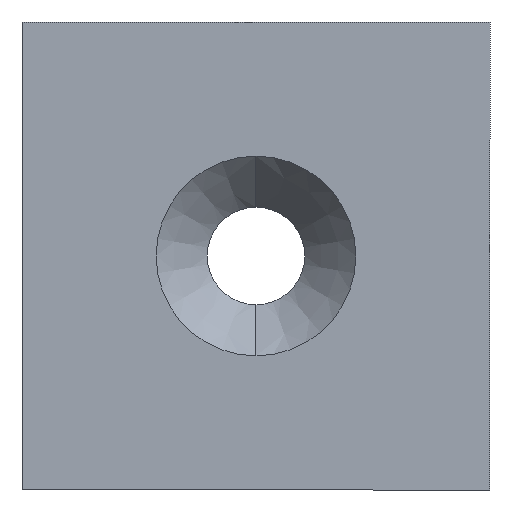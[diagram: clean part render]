
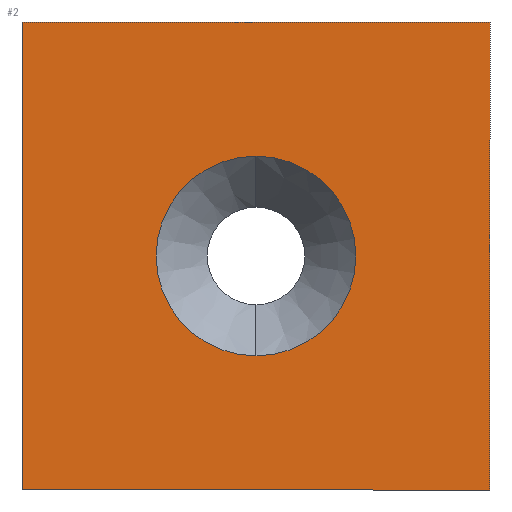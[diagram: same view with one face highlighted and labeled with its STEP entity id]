
A CAD part, front view. The second image highlights one B-rep face of the part: STEP entity #2.
In plain terms, the highlighted planar face has unit normal (0, -1, 0).
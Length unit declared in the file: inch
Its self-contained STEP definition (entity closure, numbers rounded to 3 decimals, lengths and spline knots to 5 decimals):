
#2 = ADVANCED_FACE ( 'NONE', ( #62, #57 ), #114, .F. ) ;
#6 = EDGE_CURVE ( 'NONE', #74, #75, #264, .T. ) ;
#8 = EDGE_CURVE ( 'NONE', #316, #314, #40, .T. ) ;
#22 = EDGE_CURVE ( 'NONE', #314, #316, #47, .T. ) ;
#25 = EDGE_CURVE ( 'NONE', #65, #76, #239, .T. ) ;
#29 = EDGE_CURVE ( 'NONE', #76, #74, #129, .T. ) ;
#31 = EDGE_CURVE ( 'NONE', #75, #65, #135, .T. ) ;
#40 = CIRCLE ( 'NONE', #163, 0.16 ) ;
#47 = CIRCLE ( 'NONE', #178, 0.16 ) ;
#55 = AXIS2_PLACEMENT_3D ( 'NONE', #115, #116, #117 ) ;
#57 = FACE_OUTER_BOUND ( 'NONE', #87, .T. ) ;
#62 = FACE_BOUND ( 'NONE', #86, .T. ) ;
#65 = VERTEX_POINT ( 'NONE', #160 ) ;
#74 = VERTEX_POINT ( 'NONE', #364 ) ;
#75 = VERTEX_POINT ( 'NONE', #365 ) ;
#76 = VERTEX_POINT ( 'NONE', #366 ) ;
#86 = EDGE_LOOP ( 'NONE', ( #331, #332 ) ) ;
#87 = EDGE_LOOP ( 'NONE', ( #334, #333, #335, #330 ) ) ;
#114 = PLANE ( 'NONE',  #55 ) ;
#115 = CARTESIAN_POINT ( 'NONE',  ( 0., -0.125, 0. ) ) ;
#116 = DIRECTION ( 'NONE',  ( 0., 1., 0. ) ) ;
#117 = DIRECTION ( 'NONE',  ( 0., 0., -1. ) ) ;
#129 = LINE ( 'NONE', #130, #344 ) ;
#130 = CARTESIAN_POINT ( 'NONE',  ( 0.75, -0.125, 0. ) ) ;
#131 = DIRECTION ( 'NONE',  ( 1., 0., 0. ) ) ;
#135 = LINE ( 'NONE', #136, #347 ) ;
#136 = CARTESIAN_POINT ( 'NONE',  ( 0., -0.125, -0.75 ) ) ;
#137 = DIRECTION ( 'NONE',  ( -1., 0., 0. ) ) ;
#160 = CARTESIAN_POINT ( 'NONE',  ( 0., -0.125, -0.75 ) ) ;
#163 = AXIS2_PLACEMENT_3D ( 'NONE', #267, #271, #272 ) ;
#178 = AXIS2_PLACEMENT_3D ( 'NONE', #226, #230, #231 ) ;
#182 = VECTOR ( 'NONE', #241, 39.37008 ) ;
#226 = CARTESIAN_POINT ( 'NONE',  ( 0.375, -0.125, -0.375 ) ) ;
#230 = DIRECTION ( 'NONE',  ( 0., 1., 0. ) ) ;
#231 = DIRECTION ( 'NONE',  ( 0., 0., 1. ) ) ;
#239 = LINE ( 'NONE', #240, #182 ) ;
#240 = CARTESIAN_POINT ( 'NONE',  ( 0., -0.125, 0. ) ) ;
#241 = DIRECTION ( 'NONE',  ( 0., 0., 1. ) ) ;
#264 = LINE ( 'NONE', #265, #298 ) ;
#265 = CARTESIAN_POINT ( 'NONE',  ( 0.75, -0.125, -0.75 ) ) ;
#266 = DIRECTION ( 'NONE',  ( 0., 0., -1. ) ) ;
#267 = CARTESIAN_POINT ( 'NONE',  ( 0.375, -0.125, -0.375 ) ) ;
#271 = DIRECTION ( 'NONE',  ( 0., 1., 0. ) ) ;
#272 = DIRECTION ( 'NONE',  ( 0., 0., 1. ) ) ;
#298 = VECTOR ( 'NONE', #266, 39.37008 ) ;
#314 = VERTEX_POINT ( 'NONE', #379 ) ;
#316 = VERTEX_POINT ( 'NONE', #381 ) ;
#330 = ORIENTED_EDGE ( 'NONE', *, *, #6, .F. ) ;
#331 = ORIENTED_EDGE ( 'NONE', *, *, #22, .T. ) ;
#332 = ORIENTED_EDGE ( 'NONE', *, *, #8, .T. ) ;
#333 = ORIENTED_EDGE ( 'NONE', *, *, #25, .F. ) ;
#334 = ORIENTED_EDGE ( 'NONE', *, *, #29, .F. ) ;
#335 = ORIENTED_EDGE ( 'NONE', *, *, #31, .F. ) ;
#344 = VECTOR ( 'NONE', #131, 39.37008 ) ;
#347 = VECTOR ( 'NONE', #137, 39.37008 ) ;
#364 = CARTESIAN_POINT ( 'NONE',  ( 0.75, -0.125, 0. ) ) ;
#365 = CARTESIAN_POINT ( 'NONE',  ( 0.75, -0.125, -0.75 ) ) ;
#366 = CARTESIAN_POINT ( 'NONE',  ( 0., -0.125, 0. ) ) ;
#379 = CARTESIAN_POINT ( 'NONE',  ( 0.375, -0.125, -0.215 ) ) ;
#381 = CARTESIAN_POINT ( 'NONE',  ( 0.375, -0.125, -0.535 ) ) ;
